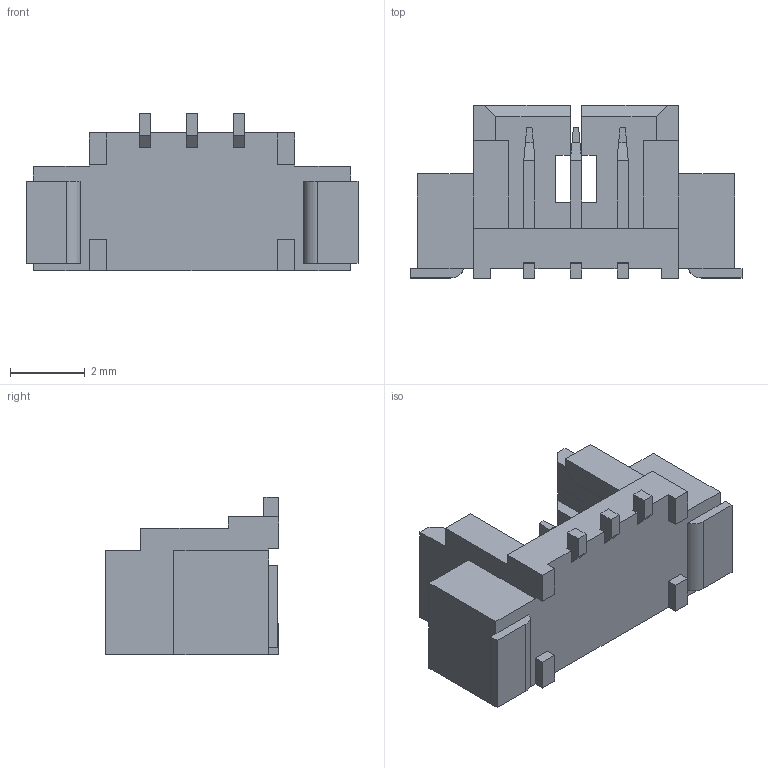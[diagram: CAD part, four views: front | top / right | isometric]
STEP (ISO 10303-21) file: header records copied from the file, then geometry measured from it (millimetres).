
FILE_DESCRIPTION((''),'2;1');
FILE_NAME('10114828-XXX03LFC','2019-09-05T',('KumarP'),('AFCI'),'CREO PARAMETRIC BY PTC INC, 2016130','CREO PARAMETRIC BY PTC INC, 2016130','');
FILE_SCHEMA(('CONFIG_CONTROL_DESIGN'));
Length unit declared in the file: millimetre
Products named in the file (1): 10114828-XXX03LFC
Bounding box: 8.9 x 4.65 x 4.23 mm (x, y, z)
Volume: 63.8 mm3; surface area: 199.8 mm2
Topology: 1 solids, 1 shells, 130 faces, 357 edges, 232 vertices
Faces by surface type: plane 128, cylinder 2
Entity records: 4059 total; most frequent: CARTESIAN_POINT 719, ORIENTED_EDGE 714, DIRECTION 621, EDGE_CURVE 357, VECTOR 353, LINE 353, VERTEX_POINT 232, AXIS2_PLACEMENT_3D 134
